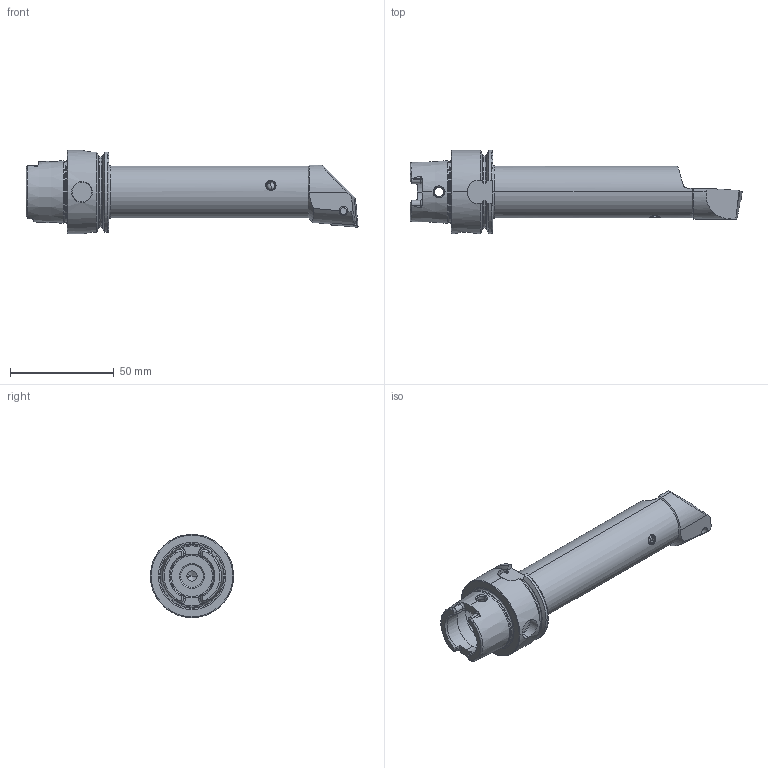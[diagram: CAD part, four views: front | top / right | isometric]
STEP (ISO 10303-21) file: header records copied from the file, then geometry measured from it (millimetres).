
FILE_DESCRIPTION (( 'STEP AP214' ), '1' );
FILE_NAME ('HA4.BCC.RLA.140.STEP', '2020-09-11T05:58:01', ( '' ), ( '' ), 'SwSTEP 2.0', 'SolidWorks 2017', '' );
FILE_SCHEMA (( 'AUTOMOTIVE_DESIGN' ));
Length unit declared in the file: millimetre
Products named in the file (5): WCC-ER2.001.010_A; HA4.BCC.RLA.140; CCMT120404; HA4-BCC.RLA.140_B; KVT_MB_600_050
Assembly tree (4 placements, depth 2):
  HA4.BCC.RLA.140
    HA4-BCC.RLA.140_B
    CCMT120404
    WCC-ER2.001.010_A
    KVT_MB_600_050
Bounding box: 159.86 x 40 x 40 mm (x, y, z)
Volume: 74653 mm3; surface area: 21659.3 mm2
Topology: 6 solids, 6 shells, 318 faces, 820 edges, 498 vertices
Faces by surface type: cylinder 96, cone 82, plane 80, torus 41, bspline 17, sphere 2
Entity records: 12541 total; most frequent: CARTESIAN_POINT 3811, ORIENTED_EDGE 1594, DIRECTION 1488, EDGE_CURVE 797, AXIS2_PLACEMENT_3D 589, VERTEX_POINT 495, EDGE_LOOP 334, ADVANCED_FACE 318
